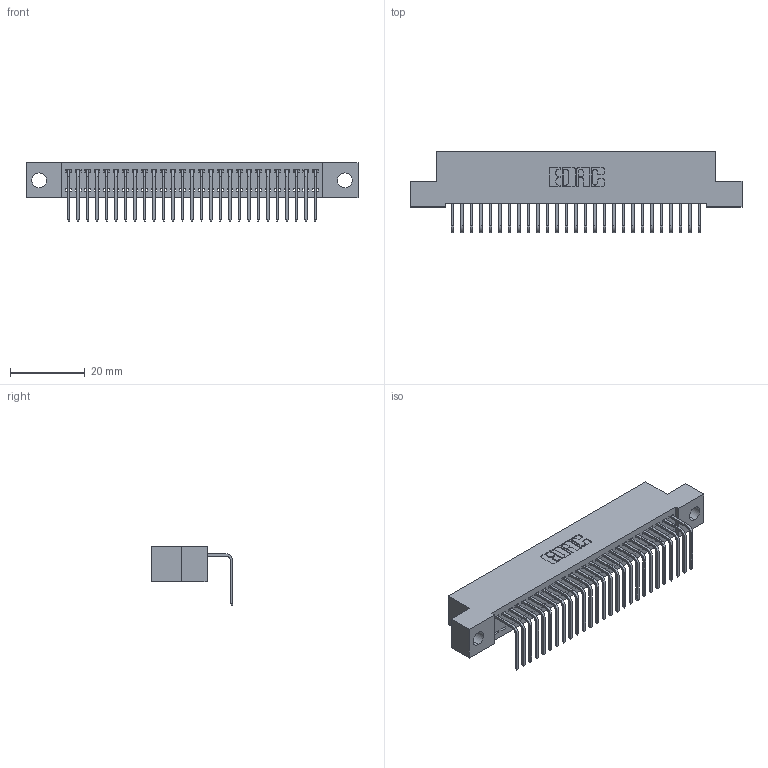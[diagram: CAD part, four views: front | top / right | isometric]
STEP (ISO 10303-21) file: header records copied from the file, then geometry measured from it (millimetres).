
FILE_DESCRIPTION (( 'STEP AP203' ), '1' );
FILE_NAME ('392-027-558-104.STEP', '2019-10-07T12:00:52', ( '' ), ( '' ), 'SwSTEP 2.0', 'SolidWorks 2016', '' );
FILE_SCHEMA (( 'CONFIG_CONTROL_DESIGN' ));
Length unit declared in the file: inch
Products named in the file (3): 392-027-558-104; 342 Part_.156 TH; 345-292-001_558 Tail - 2
Assembly tree (28 placements, depth 2):
  392-027-558-104
    342 Part_.156 TH
    345-292-001_558 Tail - 2  x27
Bounding box: 88.9 x 21.91 x 15.62 mm (x, y, z)
Volume: 7742.4 mm3; surface area: 11419 mm2
Topology: 28 solids, 28 shells, 1730 faces, 5213 edges, 3438 vertices
Faces by surface type: plane 1254, cylinder 476
Entity records: 18401 total; most frequent: CARTESIAN_POINT 3183, ORIENTED_EDGE 3146, DIRECTION 2715, EDGE_CURVE 1573, VECTOR 1445, LINE 1445, VERTEX_POINT 1046, AXIS2_PLACEMENT_3D 635
